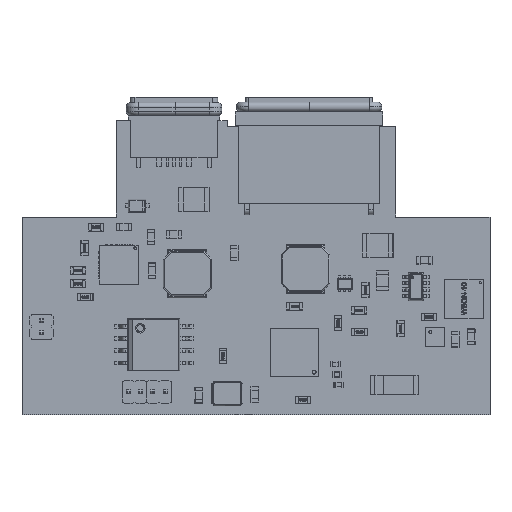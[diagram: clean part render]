
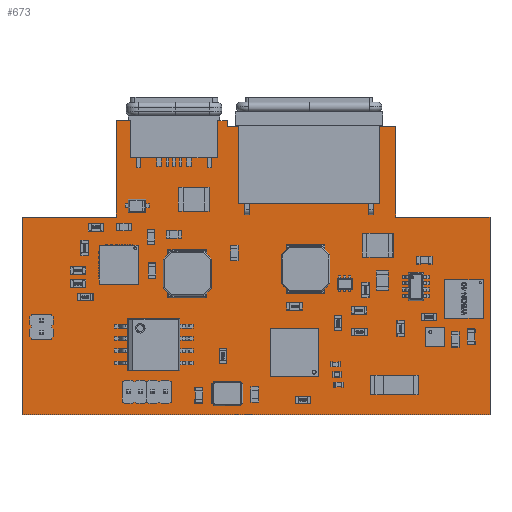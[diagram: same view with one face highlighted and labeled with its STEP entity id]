
A CAD part, top view. The second image highlights one B-rep face of the part: STEP entity #673.
In plain terms, the highlighted planar face has unit normal (0, 0, 1).
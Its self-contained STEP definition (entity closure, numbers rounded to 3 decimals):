
#352 = VERTEX_POINT('',#353);
#353 = CARTESIAN_POINT('',(0.,0.,0.891));
#359 = EDGE_CURVE('',#352,#360,#362,.T.);
#360 = VERTEX_POINT('',#361);
#361 = CARTESIAN_POINT('',(0.,20.5,0.891));
#362 = LINE('',#363,#364);
#363 = CARTESIAN_POINT('',(0.,0.,0.891));
#364 = VECTOR('',#365,1.);
#365 = DIRECTION('',(0.,1.,0.));
#390 = EDGE_CURVE('',#360,#391,#393,.T.);
#391 = VERTEX_POINT('',#392);
#392 = CARTESIAN_POINT('',(9.75,20.5,0.891));
#393 = LINE('',#394,#395);
#394 = CARTESIAN_POINT('',(0.,20.5,0.891));
#395 = VECTOR('',#396,1.);
#396 = DIRECTION('',(1.,0.,0.));
#421 = EDGE_CURVE('',#391,#422,#424,.T.);
#422 = VERTEX_POINT('',#423);
#423 = CARTESIAN_POINT('',(9.75,30.5,0.891));
#424 = LINE('',#425,#426);
#425 = CARTESIAN_POINT('',(9.75,20.5,0.891));
#426 = VECTOR('',#427,1.);
#427 = DIRECTION('',(0.,1.,0.));
#452 = EDGE_CURVE('',#422,#453,#455,.T.);
#453 = VERTEX_POINT('',#454);
#454 = CARTESIAN_POINT('',(21.25,30.5,0.891));
#455 = LINE('',#456,#457);
#456 = CARTESIAN_POINT('',(9.75,30.5,0.891));
#457 = VECTOR('',#458,1.);
#458 = DIRECTION('',(1.,0.,0.));
#483 = EDGE_CURVE('',#453,#484,#486,.T.);
#484 = VERTEX_POINT('',#485);
#485 = CARTESIAN_POINT('',(21.25,29.9,0.891));
#486 = LINE('',#487,#488);
#487 = CARTESIAN_POINT('',(21.25,30.5,0.891));
#488 = VECTOR('',#489,1.);
#489 = DIRECTION('',(0.,-1.,0.));
#514 = EDGE_CURVE('',#484,#515,#517,.T.);
#515 = VERTEX_POINT('',#516);
#516 = CARTESIAN_POINT('',(38.75,29.9,0.891));
#517 = LINE('',#518,#519);
#518 = CARTESIAN_POINT('',(21.25,29.9,0.891));
#519 = VECTOR('',#520,1.);
#520 = DIRECTION('',(1.,0.,0.));
#545 = EDGE_CURVE('',#515,#546,#548,.T.);
#546 = VERTEX_POINT('',#547);
#547 = CARTESIAN_POINT('',(38.75,20.5,0.891));
#548 = LINE('',#549,#550);
#549 = CARTESIAN_POINT('',(38.75,29.9,0.891));
#550 = VECTOR('',#551,1.);
#551 = DIRECTION('',(0.,-1.,0.));
#576 = EDGE_CURVE('',#546,#577,#579,.T.);
#577 = VERTEX_POINT('',#578);
#578 = CARTESIAN_POINT('',(48.5,20.5,0.891));
#579 = LINE('',#580,#581);
#580 = CARTESIAN_POINT('',(38.75,20.5,0.891));
#581 = VECTOR('',#582,1.);
#582 = DIRECTION('',(1.,0.,0.));
#607 = EDGE_CURVE('',#577,#608,#610,.T.);
#608 = VERTEX_POINT('',#609);
#609 = CARTESIAN_POINT('',(48.5,0.,0.891));
#610 = LINE('',#611,#612);
#611 = CARTESIAN_POINT('',(48.5,20.5,0.891));
#612 = VECTOR('',#613,1.);
#613 = DIRECTION('',(0.,-1.,0.));
#638 = EDGE_CURVE('',#608,#352,#639,.T.);
#639 = LINE('',#640,#641);
#640 = CARTESIAN_POINT('',(48.5,0.,0.891));
#641 = VECTOR('',#642,1.);
#642 = DIRECTION('',(-1.,0.,0.));
#673 = ADVANCED_FACE('',(#674),#686,.T.);
#674 = FACE_BOUND('',#675,.F.);
#675 = EDGE_LOOP('',(#676,#677,#678,#679,#680,#681,#682,#683,#684,#685)
  );
#676 = ORIENTED_EDGE('',*,*,#359,.T.);
#677 = ORIENTED_EDGE('',*,*,#390,.T.);
#678 = ORIENTED_EDGE('',*,*,#421,.T.);
#679 = ORIENTED_EDGE('',*,*,#452,.T.);
#680 = ORIENTED_EDGE('',*,*,#483,.T.);
#681 = ORIENTED_EDGE('',*,*,#514,.T.);
#682 = ORIENTED_EDGE('',*,*,#545,.T.);
#683 = ORIENTED_EDGE('',*,*,#576,.T.);
#684 = ORIENTED_EDGE('',*,*,#607,.T.);
#685 = ORIENTED_EDGE('',*,*,#638,.T.);
#686 = PLANE('',#687);
#687 = AXIS2_PLACEMENT_3D('',#688,#689,#690);
#688 = CARTESIAN_POINT('',(0.,0.,0.891));
#689 = DIRECTION('',(0.,0.,1.));
#690 = DIRECTION('',(1.,0.,0.));
